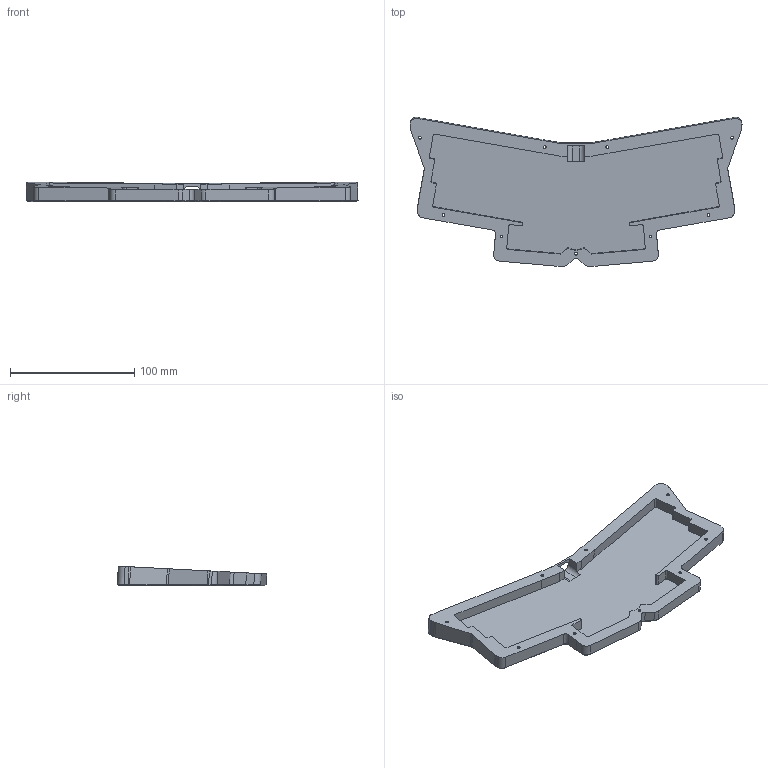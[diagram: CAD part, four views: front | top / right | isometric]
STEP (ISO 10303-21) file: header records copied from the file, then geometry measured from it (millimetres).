
FILE_DESCRIPTION(/* description */ (''),/* implementation_level */ '2;1');
FILE_NAME(/* name */ 'SK-Daertwing-Butterfly Bottom Case.step',/* time_stamp */ '2026-02-02T20:11:15-08:00',/* author */ (''),/* organization */ (''),/* preprocessor_version */ 'ST-DEVELOPER v20.1',/* originating_system */ 'Autodesk Translation Framework v14.24.0.0',/* authorisation */ '');
FILE_SCHEMA (('AUTOMOTIVE_DESIGN { 1 0 10303 214 3 1 1 }'));
Length unit declared in the file: millimetre
Products named in the file (1): Sandwich Plate Daertwing Plate
Bounding box: 267.28 x 120.19 x 15.85 mm (x, y, z)
Volume: 154816.2 mm3; surface area: 62850.4 mm2
Topology: 1 solids, 1 shells, 249 faces, 651 edges, 417 vertices
Faces by surface type: plane 114, cylinder 76, bspline 55, cone 4
Full cylindrical faces by diameter (mm): 2.2 x9, 5 x9
Entity records: 8491 total; most frequent: CARTESIAN_POINT 2551, ORIENTED_EDGE 1302, DIRECTION 1070, EDGE_CURVE 651, VERTEX_POINT 417, LINE 402, VECTOR 402, AXIS2_PLACEMENT_3D 334
